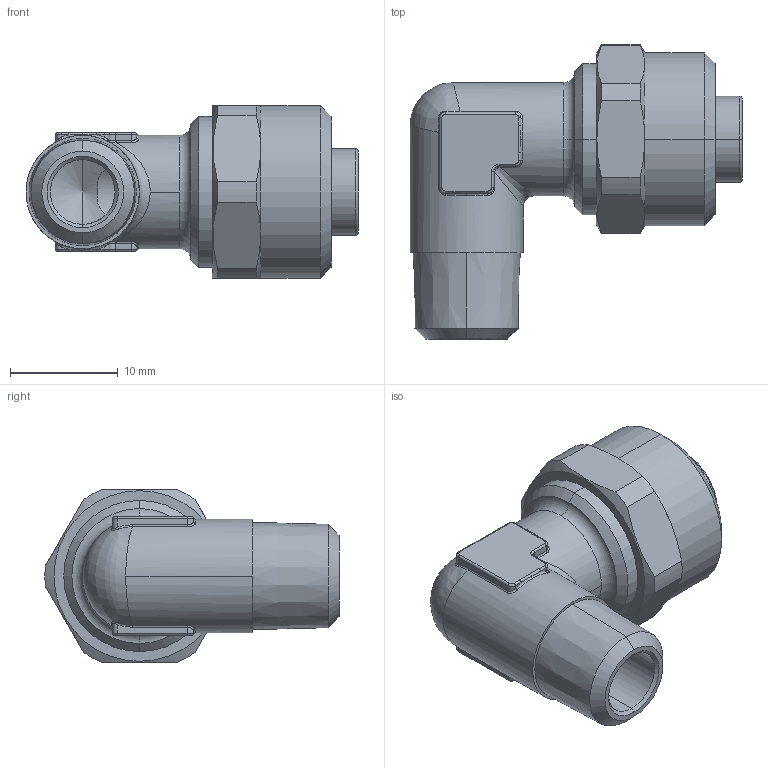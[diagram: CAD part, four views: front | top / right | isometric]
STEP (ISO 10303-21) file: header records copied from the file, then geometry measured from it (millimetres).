
FILE_DESCRIPTION (( 'STEP AP203' ), '1' );
FILE_NAME ('02060051.STEP', '2011-09-20T13:03:06', ( '' ), ( 'sopra-pneumatic' ), 'SwSTEP 2.0', 'SolidWorks 2011', '' );
FILE_SCHEMA (( 'CONFIG_CONTROL_DESIGN' ));
Length unit declared in the file: millimetre
Products named in the file (1): 02060051
Bounding box: 30.75 x 27.24 x 16 mm (x, y, z)
Volume: 3647.4 mm3; surface area: 2886.1 mm2
Topology: 1 solids, 1 shells, 166 faces, 387 edges, 225 vertices
Faces by surface type: cylinder 62, plane 32, bspline 26, cone 24, torus 22
Entity records: 5537 total; most frequent: CARTESIAN_POINT 1841, ORIENTED_EDGE 770, DIRECTION 764, EDGE_CURVE 385, AXIS2_PLACEMENT_3D 320, VERTEX_POINT 225, CIRCLE 179, EDGE_LOOP 172
